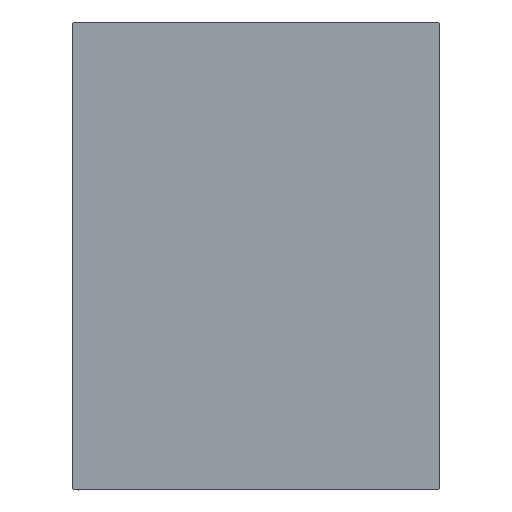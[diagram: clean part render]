
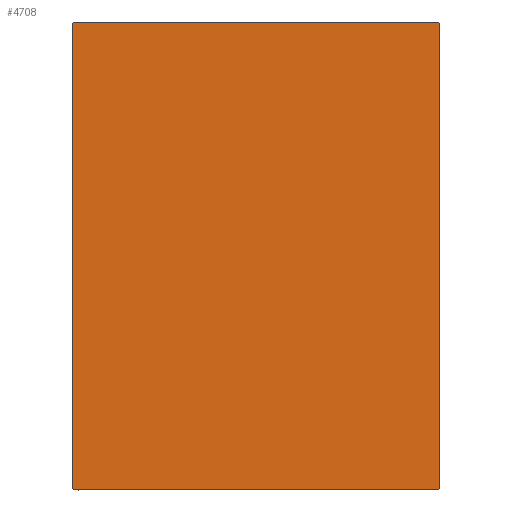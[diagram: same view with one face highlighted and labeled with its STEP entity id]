
A CAD part, left-side view. The second image highlights one B-rep face of the part: STEP entity #4708.
In plain terms, the highlighted face is planar.
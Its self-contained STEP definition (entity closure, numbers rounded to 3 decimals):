
#324 = CARTESIAN_POINT ( 'NONE',  ( 133., -54.7, 70. ) ) ;
#453 = CARTESIAN_POINT ( 'NONE',  ( 133., 55., 69.7 ) ) ;
#693 = EDGE_LOOP ( 'NONE', ( #29231, #26689, #22477, #28568, #22142, #40353, #42722, #33969 ) ) ;
#814 = DIRECTION ( 'NONE',  ( 0., 0., 1. ) ) ;
#1777 = DIRECTION ( 'NONE',  ( 0., -0.707, -0.707 ) ) ;
#3067 = CARTESIAN_POINT ( 'NONE',  ( 133., 62.35, -62.35 ) ) ;
#3657 = LINE ( 'NONE', #30621, #7072 ) ;
#3691 = DIRECTION ( 'NONE',  ( 0., 0.707, 0.707 ) ) ;
#3802 = LINE ( 'NONE', #16863, #19513 ) ;
#4708 = ADVANCED_FACE ( 'NONE', ( #21433 ), #29270, .T. ) ;
#6021 = CARTESIAN_POINT ( 'NONE',  ( 133., -55., 69.7 ) ) ;
#6940 = EDGE_CURVE ( 'NONE', #42531, #22853, #8981, .T. ) ;
#7072 = VECTOR ( 'NONE', #814, 1000. ) ;
#7506 = AXIS2_PLACEMENT_3D ( 'NONE', #38850, #39494, #9032 ) ;
#8981 = LINE ( 'NONE', #25524, #23563 ) ;
#8983 = VERTEX_POINT ( 'NONE', #38459 ) ;
#9032 = DIRECTION ( 'NONE',  ( 0., 0., -1. ) ) ;
#9214 = EDGE_CURVE ( 'NONE', #22853, #8983, #41462, .T. ) ;
#10270 = VERTEX_POINT ( 'NONE', #6021 ) ;
#11645 = DIRECTION ( 'NONE',  ( 0., 1., 0. ) ) ;
#11921 = VECTOR ( 'NONE', #1777, 1000. ) ;
#12498 = CARTESIAN_POINT ( 'NONE',  ( 133., 55., -69.7 ) ) ;
#13277 = LINE ( 'NONE', #3067, #28697 ) ;
#15297 = DIRECTION ( 'NONE',  ( 0., 0.707, -0.707 ) ) ;
#16779 = EDGE_CURVE ( 'NONE', #10270, #42531, #3802, .T. ) ;
#16863 = CARTESIAN_POINT ( 'NONE',  ( 133., -55., 70. ) ) ;
#17524 = LINE ( 'NONE', #34067, #36119 ) ;
#17570 = LINE ( 'NONE', #31483, #21490 ) ;
#18315 = LINE ( 'NONE', #31591, #11921 ) ;
#18389 = CARTESIAN_POINT ( 'NONE',  ( 133., -55., -70. ) ) ;
#18587 = EDGE_CURVE ( 'NONE', #20430, #10270, #18315, .T. ) ;
#19246 = EDGE_CURVE ( 'NONE', #29912, #38137, #3657, .T. ) ;
#19513 = VECTOR ( 'NONE', #30983, 1000. ) ;
#20430 = VERTEX_POINT ( 'NONE', #324 ) ;
#21210 = DIRECTION ( 'NONE',  ( 0., -1., 0. ) ) ;
#21433 = FACE_OUTER_BOUND ( 'NONE', #693, .T. ) ;
#21490 = VECTOR ( 'NONE', #38227, 1000. ) ;
#22142 = ORIENTED_EDGE ( 'NONE', *, *, #36872, .T. ) ;
#22477 = ORIENTED_EDGE ( 'NONE', *, *, #19246, .T. ) ;
#22853 = VERTEX_POINT ( 'NONE', #35324 ) ;
#23158 = EDGE_CURVE ( 'NONE', #8983, #29912, #13277, .T. ) ;
#23563 = VECTOR ( 'NONE', #15297, 1000. ) ;
#25524 = CARTESIAN_POINT ( 'NONE',  ( 133., -62.35, -62.35 ) ) ;
#26689 = ORIENTED_EDGE ( 'NONE', *, *, #23158, .T. ) ;
#28195 = CARTESIAN_POINT ( 'NONE',  ( 133., 54.7, 70. ) ) ;
#28568 = ORIENTED_EDGE ( 'NONE', *, *, #36539, .T. ) ;
#28697 = VECTOR ( 'NONE', #3691, 1000. ) ;
#29231 = ORIENTED_EDGE ( 'NONE', *, *, #9214, .T. ) ;
#29270 = PLANE ( 'NONE',  #7506 ) ;
#29912 = VERTEX_POINT ( 'NONE', #12498 ) ;
#30621 = CARTESIAN_POINT ( 'NONE',  ( 133., 55., -70. ) ) ;
#30983 = DIRECTION ( 'NONE',  ( 0., 0., -1. ) ) ;
#31483 = CARTESIAN_POINT ( 'NONE',  ( 133., 62.35, 62.35 ) ) ;
#31591 = CARTESIAN_POINT ( 'NONE',  ( 133., -62.35, 62.35 ) ) ;
#33969 = ORIENTED_EDGE ( 'NONE', *, *, #6940, .T. ) ;
#34067 = CARTESIAN_POINT ( 'NONE',  ( 133., 55., 70. ) ) ;
#35324 = CARTESIAN_POINT ( 'NONE',  ( 133., -54.7, -70. ) ) ;
#36119 = VECTOR ( 'NONE', #21210, 1000. ) ;
#36539 = EDGE_CURVE ( 'NONE', #38137, #38617, #17570, .T. ) ;
#36872 = EDGE_CURVE ( 'NONE', #38617, #20430, #17524, .T. ) ;
#36972 = CARTESIAN_POINT ( 'NONE',  ( 133., -55., -69.7 ) ) ;
#38137 = VERTEX_POINT ( 'NONE', #453 ) ;
#38227 = DIRECTION ( 'NONE',  ( 0., -0.707, 0.707 ) ) ;
#38459 = CARTESIAN_POINT ( 'NONE',  ( 133., 54.7, -70. ) ) ;
#38617 = VERTEX_POINT ( 'NONE', #28195 ) ;
#38850 = CARTESIAN_POINT ( 'NONE',  ( 133., 0., 0. ) ) ;
#39494 = DIRECTION ( 'NONE',  ( 1., 0., 0. ) ) ;
#40353 = ORIENTED_EDGE ( 'NONE', *, *, #18587, .T. ) ;
#41462 = LINE ( 'NONE', #18389, #41698 ) ;
#41698 = VECTOR ( 'NONE', #11645, 1000. ) ;
#42531 = VERTEX_POINT ( 'NONE', #36972 ) ;
#42722 = ORIENTED_EDGE ( 'NONE', *, *, #16779, .T. ) ;
